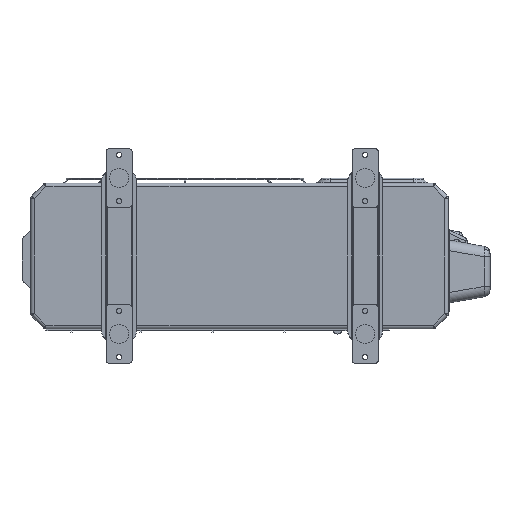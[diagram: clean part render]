
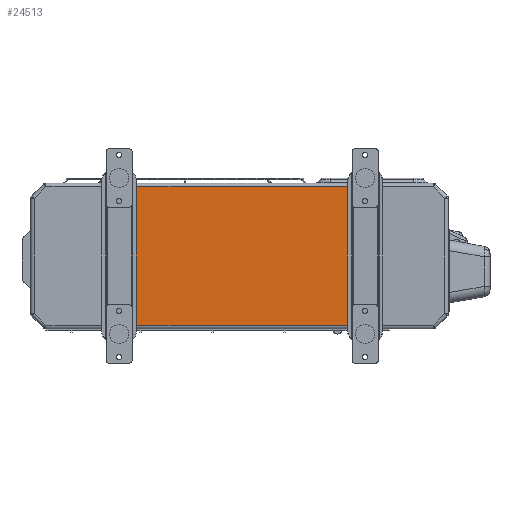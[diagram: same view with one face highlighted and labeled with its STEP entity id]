
A CAD part, front view. The second image highlights one B-rep face of the part: STEP entity #24513.
In plain terms, the highlighted planar face has unit normal (0, -1, 0).
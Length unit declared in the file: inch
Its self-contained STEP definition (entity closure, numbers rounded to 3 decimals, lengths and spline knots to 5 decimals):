
#539 = VERTEX_POINT ( 'NONE', #21106 ) ;
#2627 = CARTESIAN_POINT ( 'NONE',  ( 8.0625, 0., -5. ) ) ;
#2896 = ORIENTED_EDGE ( 'NONE', *, *, #20687, .T. ) ;
#5629 = DIRECTION ( 'NONE',  ( 0., 0., 1. ) ) ;
#6678 = DIRECTION ( 'NONE',  ( 1., 0., 0. ) ) ;
#7412 = CARTESIAN_POINT ( 'NONE',  ( 8.0625, 0., 5. ) ) ;
#7532 = VECTOR ( 'NONE', #29257, 39.37008 ) ;
#9021 = LINE ( 'NONE', #9519, #7532 ) ;
#9519 = CARTESIAN_POINT ( 'NONE',  ( -7.6875, 0., -6.1875 ) ) ;
#13141 = VECTOR ( 'NONE', #6678, 39.37008 ) ;
#14576 = CARTESIAN_POINT ( 'NONE',  ( 0., 0., -5. ) ) ;
#14978 = CARTESIAN_POINT ( 'NONE',  ( -7.6875, 0., 5. ) ) ;
#16820 = DIRECTION ( 'NONE',  ( 0., 1., 0. ) ) ;
#20687 = EDGE_CURVE ( 'NONE', #30619, #34292, #38116, .T. ) ;
#20834 = ORIENTED_EDGE ( 'NONE', *, *, #29403, .T. ) ;
#21073 = VERTEX_POINT ( 'NONE', #2627 ) ;
#21106 = CARTESIAN_POINT ( 'NONE',  ( -7.6875, 0., -5. ) ) ;
#24513 = ADVANCED_FACE ( 'NONE', ( #44373 ), #29142, .F. ) ;
#24847 = CARTESIAN_POINT ( 'NONE',  ( 8.0625, 0., -6.1875 ) ) ;
#28262 = ORIENTED_EDGE ( 'NONE', *, *, #36225, .F. ) ;
#28659 = AXIS2_PLACEMENT_3D ( 'NONE', #48477, #16820, #48973 ) ;
#29142 = PLANE ( 'NONE',  #28659 ) ;
#29257 = DIRECTION ( 'NONE',  ( 0., 0., 1. ) ) ;
#29403 = EDGE_CURVE ( 'NONE', #21073, #30619, #41038, .T. ) ;
#30619 = VERTEX_POINT ( 'NONE', #7412 ) ;
#31552 = ORIENTED_EDGE ( 'NONE', *, *, #33250, .T. ) ;
#33250 = EDGE_CURVE ( 'NONE', #539, #21073, #37973, .T. ) ;
#34292 = VERTEX_POINT ( 'NONE', #14978 ) ;
#34501 = CARTESIAN_POINT ( 'NONE',  ( 0., 0., 5. ) ) ;
#36225 = EDGE_CURVE ( 'NONE', #539, #34292, #9021, .T. ) ;
#37973 = LINE ( 'NONE', #14576, #13141 ) ;
#38116 = LINE ( 'NONE', #34501, #43604 ) ;
#38667 = VECTOR ( 'NONE', #5629, 39.37008 ) ;
#41038 = LINE ( 'NONE', #24847, #38667 ) ;
#42844 = EDGE_LOOP ( 'NONE', ( #20834, #2896, #28262, #31552 ) ) ;
#43604 = VECTOR ( 'NONE', #46355, 39.37008 ) ;
#44373 = FACE_OUTER_BOUND ( 'NONE', #42844, .T. ) ;
#46355 = DIRECTION ( 'NONE',  ( -1., 0., 0. ) ) ;
#48477 = CARTESIAN_POINT ( 'NONE',  ( 0., 0., 0. ) ) ;
#48973 = DIRECTION ( 'NONE',  ( 0., 0., 1. ) ) ;
